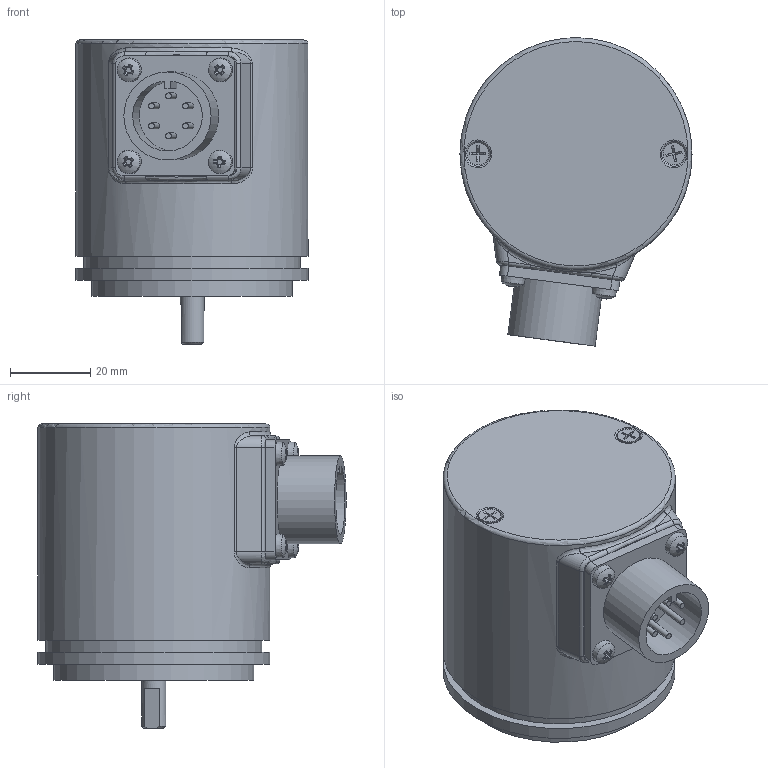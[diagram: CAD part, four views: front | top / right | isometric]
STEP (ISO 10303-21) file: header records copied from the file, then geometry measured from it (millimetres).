
FILE_DESCRIPTION((''),'2;1');
FILE_NAME('58AxxxxS6.stp','2009-06-23T11:01:59',('TP'),(''),'Autodesk Inventor 2008','Autodesk Inventor 2008','');
FILE_SCHEMA(('AUTOMOTIVE_DESIGN { 1 0 10303 214 1 1 1 1 }'));
Length unit declared in the file: millimetre
Products named in the file (1): 58AxxxxS6
Bounding box: 58 x 77.03 x 76 mm (x, y, z)
Volume: 56836.2 mm3; surface area: 42402.4 mm2
Topology: 11 solids, 12 shells, 533 faces, 1268 edges, 785 vertices
Faces by surface type: plane 204, cylinder 117, cone 103, bspline 69, torus 20, sphere 20
Full cylindrical faces by diameter (mm): 0.5 x1, 1.5 x6, 2.013 x3, 2.459 x2, 2.75 x4, 3 x12, 3.242 x3, 3.4 x1, 4.459 x4, 5.4 x2, 5.5 x2, 5.6 x1, 6 x3, 8 x1, 11 x1, 11.1 x6, 12.7 x1, 15.2 x4, 16 x1, 16.5 x8, 18 x1, 18.85 x1, 19 x1, 20 x1, 22 x1, 50 x1, 53.5 x1, 54 x1, 56 x3, 58 x2
Entity records: 22936 total; most frequent: CARTESIAN_POINT 11520, DIRECTION 2411, ORIENTED_EDGE 2016, AXIS2_PLACEMENT_3D 1045, EDGE_CURVE 1008, EDGE_LOOP 786, VERTEX_POINT 710, CIRCLE 550
